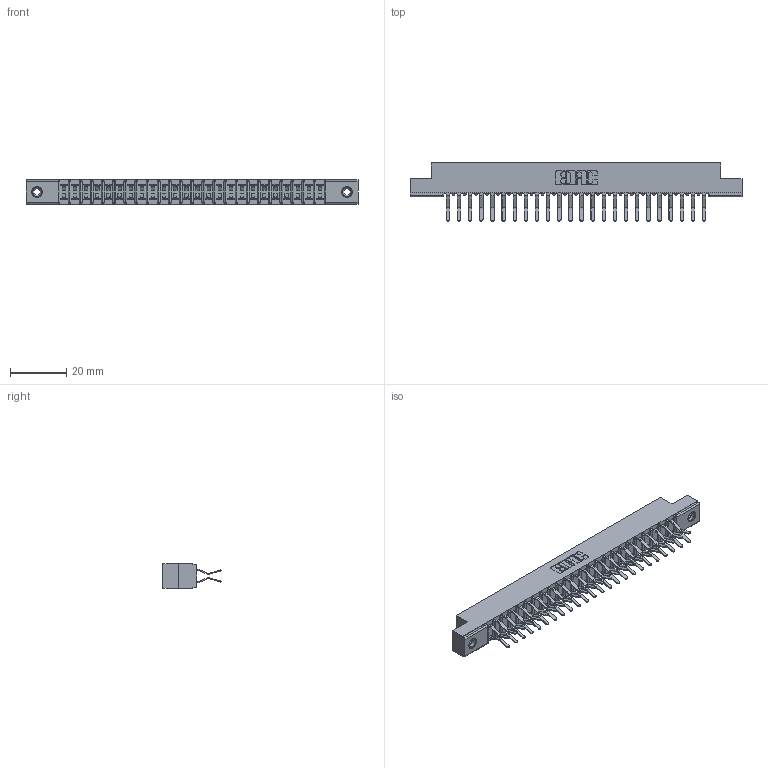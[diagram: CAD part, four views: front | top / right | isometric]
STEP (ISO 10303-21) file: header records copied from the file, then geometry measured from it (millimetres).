
FILE_DESCRIPTION (( 'STEP AP203' ), '1' );
FILE_NAME ('357-048-560-208.STEP', '2018-08-11T14:29:02', ( '' ), ( '' ), 'SwSTEP 2.0', 'SolidWorks 2016', '' );
FILE_SCHEMA (( 'CONFIG_CONTROL_DESIGN' ));
Length unit declared in the file: inch
Products named in the file (4): 357-048-560-208; 307 Part_.156 Dia Mounting Holes; 307-290-001_560; 345-250-001_345-250-003-102
Assembly tree (51 placements, depth 2):
  357-048-560-208
    307 Part_.156 Dia Mounting Holes
    307-290-001_560  x48
    345-250-001_345-250-003-102  x2
Bounding box: 118.11 x 20.73 x 8.71 mm (x, y, z)
Volume: 7778.7 mm3; surface area: 14228.5 mm2
Topology: 51 solids, 51 shells, 2603 faces, 7275 edges, 4710 vertices
Faces by surface type: plane 1686, cylinder 851, sphere 50, cone 12, torus 4
Entity records: 24851 total; most frequent: CARTESIAN_POINT 4055, ORIENTED_EDGE 4010, DIRECTION 3989, EDGE_CURVE 2005, VECTOR 1529, LINE 1529, VERTEX_POINT 1296, AXIS2_PLACEMENT_3D 1230
